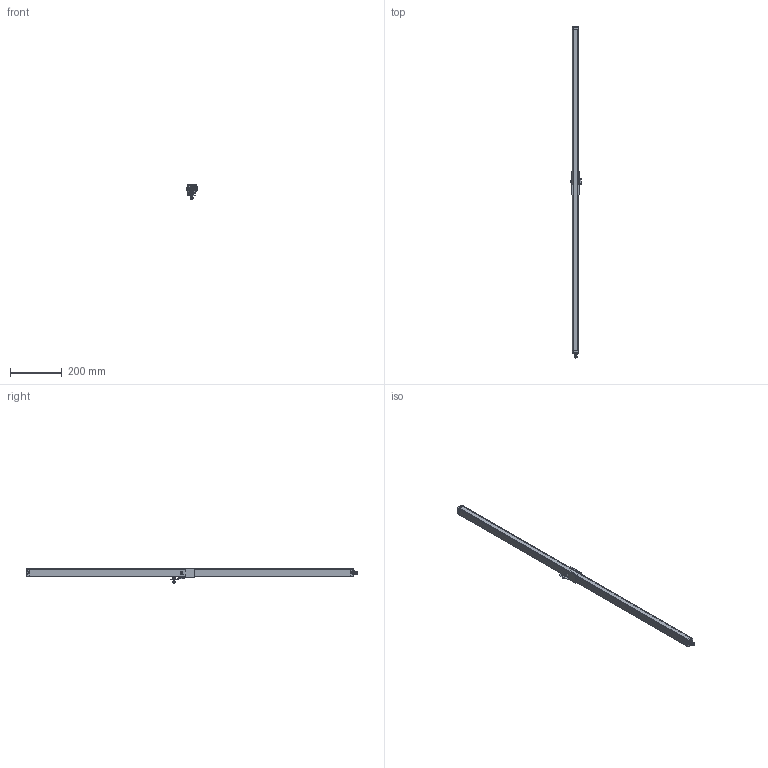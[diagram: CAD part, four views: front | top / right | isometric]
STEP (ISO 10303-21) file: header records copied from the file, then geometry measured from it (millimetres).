
FILE_DESCRIPTION((''),'2;1');
FILE_NAME('139572_SW','2008-07-16T',('banengservice'),('BANNER ENGINEERING'),'PRO/ENGINEER BY PARAMETRIC TECHNOLOGY CORPORATION, 2006170','PRO/ENGINEER BY PARAMETRIC TECHNOLOGY CORPORATION, 2006170','');
FILE_SCHEMA(('CONFIG_CONTROL_DESIGN'));
Products named in the file (1): 139572_SW
Bounding box: 42.29 x 1284.8 x 61.34 mm (x, y, z)
Volume: 324831.4 mm3; surface area: 344395.6 mm2
Topology: 1 solids, 1 shells, 1034 faces, 2768 edges, 1752 vertices
Faces by surface type: plane 439, cylinder 439, bspline 91, torus 52, cone 13
Entity records: 51750 total; most frequent: CARTESIAN_POINT 25774, ORIENTED_EDGE 5536, DIRECTION 5415, EDGE_CURVE 2768, AXIS2_PLACEMENT_3D 1950, VERTEX_POINT 1752, VECTOR 1515, LINE 1515
